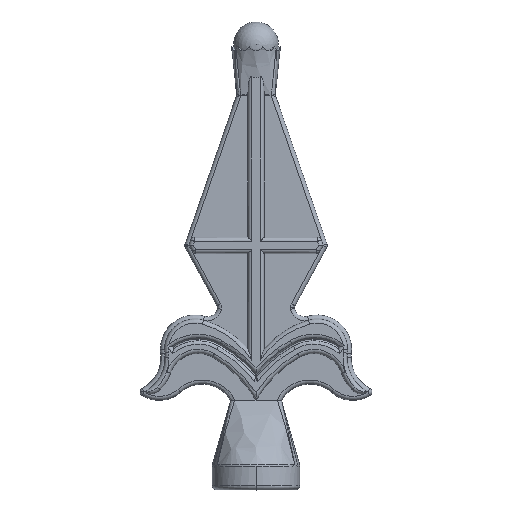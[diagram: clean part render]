
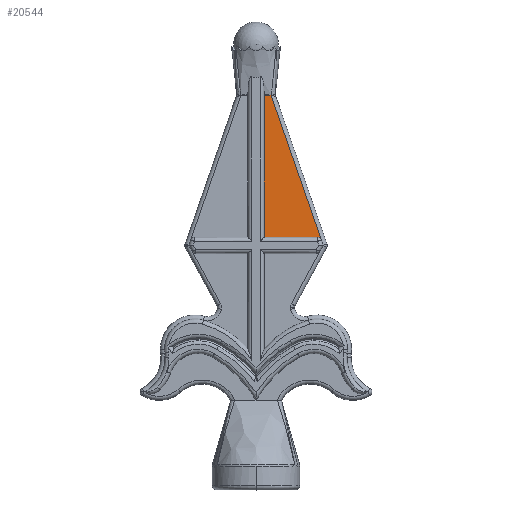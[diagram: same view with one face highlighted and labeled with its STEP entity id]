
A CAD part, top view. The second image highlights one B-rep face of the part: STEP entity #20544.
In plain terms, the highlighted planar face has unit normal (0, 0, 1).
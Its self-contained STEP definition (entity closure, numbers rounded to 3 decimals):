
#169 = DIRECTION ( 'NONE',  ( 0., 1., 0. ) ) ;
#449 = CARTESIAN_POINT ( 'NONE',  ( 2., 62.089, 3.25 ) ) ;
#649 = EDGE_CURVE ( 'NONE', #6780, #6549, #1291, .T. ) ;
#746 = CARTESIAN_POINT ( 'NONE',  ( 3.706, 96.958, 3.25 ) ) ;
#1291 = LINE ( 'NONE', #449, #17598 ) ;
#1550 = ORIENTED_EDGE ( 'NONE', *, *, #649, .F. ) ;
#2015 = CARTESIAN_POINT ( 'NONE',  ( 16.039, 61.417, 3.25 ) ) ;
#2121 = DIRECTION ( 'NONE',  ( -1., 0., 0. ) ) ;
#2552 = CIRCLE ( 'NONE', #5812, 1. ) ;
#2646 = CARTESIAN_POINT ( 'NONE',  ( 16.5, 60.089, 3.25 ) ) ;
#2672 = ORIENTED_EDGE ( 'NONE', *, *, #11530, .T. ) ;
#2787 = DIRECTION ( 'NONE',  ( 0., 0., -1. ) ) ;
#2855 = DIRECTION ( 'NONE',  ( -1., 0., 0. ) ) ;
#2878 = FACE_OUTER_BOUND ( 'NONE', #8971, .T. ) ;
#3454 = CARTESIAN_POINT ( 'NONE',  ( 2., 62.089, 3.25 ) ) ;
#4282 = CARTESIAN_POINT ( 'NONE',  ( 15.094, 62.089, 3.25 ) ) ;
#4758 = ORIENTED_EDGE ( 'NONE', *, *, #15697, .T. ) ;
#5276 = LINE ( 'NONE', #3454, #15408 ) ;
#5333 = CARTESIAN_POINT ( 'NONE',  ( 2.569, 96.922, 3.25 ) ) ;
#5730 = AXIS2_PLACEMENT_3D ( 'NONE', #2646, #2787, #2855 ) ;
#5812 = AXIS2_PLACEMENT_3D ( 'NONE', #14676, #17924, #16198 ) ;
#6386 = CARTESIAN_POINT ( 'NONE',  ( 3.33, 98.041, 3.25 ) ) ;
#6549 = VERTEX_POINT ( 'NONE', #14469 ) ;
#6780 = VERTEX_POINT ( 'NONE', #4282 ) ;
#6849 = ORIENTED_EDGE ( 'NONE', *, *, #16042, .T. ) ;
#7624 = CARTESIAN_POINT ( 'NONE',  ( 2., 96.91, 3.25 ) ) ;
#8971 = EDGE_LOOP ( 'NONE', ( #4758, #12905, #1550, #2672, #6849 ) ) ;
#11294 = DIRECTION ( 'NONE',  ( -0.328, 0.945, 0. ) ) ;
#11530 = EDGE_CURVE ( 'NONE', #6780, #20403, #2552, .T. ) ;
#11819 = CARTESIAN_POINT ( 'NONE',  ( 2., 96.91, 3.25 ) ) ;
#12311 = VERTEX_POINT ( 'NONE', #16366 ) ;
#12905 = ORIENTED_EDGE ( 'NONE', *, *, #13552, .F. ) ;
#13552 = EDGE_CURVE ( 'NONE', #6549, #14214, #5276, .T. ) ;
#13632 = LINE ( 'NONE', #6386, #15582 ) ;
#14214 = VERTEX_POINT ( 'NONE', #7624 ) ;
#14469 = CARTESIAN_POINT ( 'NONE',  ( 2., 62.089, 3.25 ) ) ;
#14676 = CARTESIAN_POINT ( 'NONE',  ( 15.094, 61.089, 3.25 ) ) ;
#15408 = VECTOR ( 'NONE', #169, 1000. ) ;
#15582 = VECTOR ( 'NONE', #11294, 1000. ) ;
#15697 = EDGE_CURVE ( 'NONE', #12311, #14214, #20404, .T. ) ;
#16042 = EDGE_CURVE ( 'NONE', #20403, #12311, #13632, .T. ) ;
#16198 = DIRECTION ( 'NONE',  ( -1., 0., 0. ) ) ;
#16366 = CARTESIAN_POINT ( 'NONE',  ( 3.706, 96.958, 3.25 ) ) ;
#16946 = PLANE ( 'NONE',  #5730 ) ;
#17598 = VECTOR ( 'NONE', #2121, 1000. ) ;
#17924 = DIRECTION ( 'NONE',  ( 0., 0., -1. ) ) ;
#18102 = CARTESIAN_POINT ( 'NONE',  ( 3.138, 96.939, 3.25 ) ) ;
#20403 = VERTEX_POINT ( 'NONE', #2015 ) ;
#20404 = B_SPLINE_CURVE_WITH_KNOTS ( 'NONE', 3,
 ( #746, #18102, #5333, #11819 ),
 .UNSPECIFIED., .F., .F.,
 ( 4, 4 ),
 ( 0., 0.002 ),
 .UNSPECIFIED. ) ;
#20544 = ADVANCED_FACE ( 'NONE', ( #2878 ), #16946, .F. ) ;
